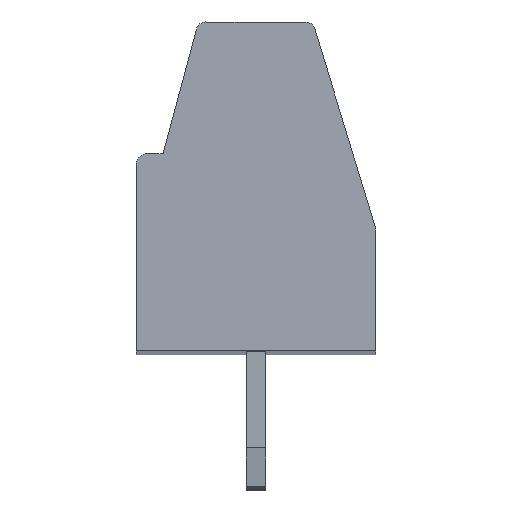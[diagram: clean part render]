
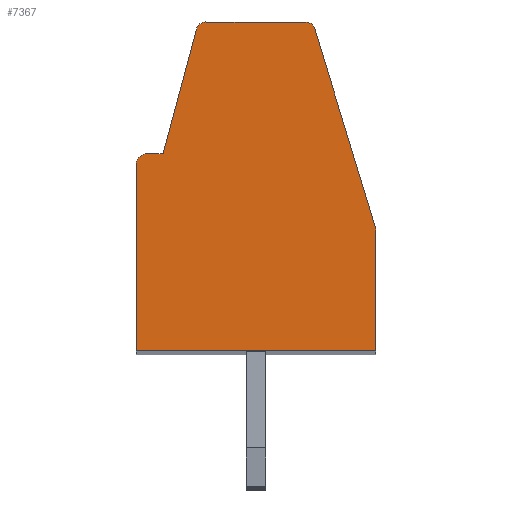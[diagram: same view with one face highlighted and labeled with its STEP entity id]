
A CAD part, top view. The second image highlights one B-rep face of the part: STEP entity #7367.
In plain terms, the highlighted planar face has unit normal (0, 0, 1).
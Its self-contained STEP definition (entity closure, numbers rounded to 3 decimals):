
#14=DIRECTION('',(0.,-1.,0.));
#15=VECTOR('',#14,3.075);
#16=CARTESIAN_POINT('',(3.1,3.075,52.3));
#17=LINE('',#16,#15);
#18=DIRECTION('',(0.,1.,0.));
#19=VECTOR('',#18,4.8);
#20=CARTESIAN_POINT('',(-3.1,0.,52.3));
#21=LINE('',#20,#19);
#22=CARTESIAN_POINT('',(-2.8,4.8,52.3));
#23=DIRECTION('',(0.,0.,-1.));
#24=DIRECTION('',(-1.,0.,0.));
#25=AXIS2_PLACEMENT_3D('',#22,#23,#24);
#27=DIRECTION('',(1.,0.,0.));
#28=VECTOR('',#27,0.4);
#29=CARTESIAN_POINT('',(-2.8,5.1,52.3));
#30=LINE('',#29,#28);
#31=DIRECTION('',(0.259,0.966,0.));
#32=VECTOR('',#31,3.328);
#33=CARTESIAN_POINT('',(-2.4,5.1,52.3));
#34=LINE('',#33,#32);
#35=CARTESIAN_POINT('',(-1.297,8.25,52.3));
#36=DIRECTION('',(0.,0.,-1.));
#37=DIRECTION('',(-0.966,0.259,0.));
#38=AXIS2_PLACEMENT_3D('',#35,#36,#37);
#40=CARTESIAN_POINT('',(1.279,8.25,52.3));
#41=DIRECTION('',(0.,0.,-1.));
#42=DIRECTION('',(-0.001,1.,0.));
#43=AXIS2_PLACEMENT_3D('',#40,#41,#42);
#45=DIRECTION('',(0.292,-0.956,0.));
#46=VECTOR('',#45,5.335);
#47=CARTESIAN_POINT('',(1.518,8.323,52.3));
#48=LINE('',#47,#46);
#49=CARTESIAN_POINT('',(2.6,3.075,52.3));
#50=DIRECTION('',(0.,0.,-1.));
#51=DIRECTION('',(0.956,0.292,0.));
#52=AXIS2_PLACEMENT_3D('',#49,#50,#51);
#80=DIRECTION('',(-1.,0.,0.));
#81=VECTOR('',#80,2.576);
#82=CARTESIAN_POINT('',(1.279,8.5,52.3));
#83=LINE('',#82,#81);
#734=DIRECTION('',(1.,0.,0.));
#735=VECTOR('',#734,6.2);
#736=CARTESIAN_POINT('',(-3.1,0.,52.3));
#737=LINE('',#736,#735);
#5614=CARTESIAN_POINT('',(3.1,3.075,52.3));
#5615=CARTESIAN_POINT('',(3.1,0.,52.3));
#5616=VERTEX_POINT('',#5614);
#5617=VERTEX_POINT('',#5615);
#5618=CARTESIAN_POINT('',(3.078,3.221,52.3));
#5619=VERTEX_POINT('',#5618);
#5620=CARTESIAN_POINT('',(1.518,8.323,52.3));
#5621=VERTEX_POINT('',#5620);
#5622=CARTESIAN_POINT('',(1.279,8.5,52.3));
#5623=VERTEX_POINT('',#5622);
#5624=CARTESIAN_POINT('',(-1.538,8.315,52.3));
#5625=CARTESIAN_POINT('',(-1.297,8.5,52.3));
#5626=VERTEX_POINT('',#5624);
#5627=VERTEX_POINT('',#5625);
#5628=CARTESIAN_POINT('',(-2.4,5.1,52.3));
#5629=VERTEX_POINT('',#5628);
#5630=CARTESIAN_POINT('',(-2.8,5.1,52.3));
#5631=VERTEX_POINT('',#5630);
#5632=CARTESIAN_POINT('',(-3.1,4.8,52.3));
#5633=VERTEX_POINT('',#5632);
#5634=CARTESIAN_POINT('',(-3.1,0.,52.3));
#5635=VERTEX_POINT('',#5634);
#7338=CARTESIAN_POINT('',(0.,0.,52.3));
#7339=DIRECTION('',(0.,0.,1.));
#7340=DIRECTION('',(1.,0.,0.));
#7341=AXIS2_PLACEMENT_3D('',#7338,#7339,#7340);
#7342=PLANE('',#7341);
#7344=ORIENTED_EDGE('',*,*,#7343,.T.);
#7346=ORIENTED_EDGE('',*,*,#7345,.F.);
#7348=ORIENTED_EDGE('',*,*,#7347,.T.);
#7350=ORIENTED_EDGE('',*,*,#7349,.T.);
#7352=ORIENTED_EDGE('',*,*,#7351,.T.);
#7354=ORIENTED_EDGE('',*,*,#7353,.T.);
#7356=ORIENTED_EDGE('',*,*,#7355,.T.);
#7358=ORIENTED_EDGE('',*,*,#7357,.F.);
#7360=ORIENTED_EDGE('',*,*,#7359,.T.);
#7362=ORIENTED_EDGE('',*,*,#7361,.T.);
#7364=ORIENTED_EDGE('',*,*,#7363,.T.);
#7365=EDGE_LOOP('',(#7344,#7346,#7348,#7350,#7352,#7354,#7356,#7358,#7360,#7362,
#7364));
#7366=FACE_OUTER_BOUND('',#7365,.F.);
#26=CIRCLE('',#25,0.3);
#39=CIRCLE('',#38,0.25);
#44=CIRCLE('',#43,0.25);
#53=CIRCLE('',#52,0.5);
#7343=EDGE_CURVE('',#5616,#5617,#17,.T.);
#7345=EDGE_CURVE('',#5635,#5617,#737,.T.);
#7347=EDGE_CURVE('',#5635,#5633,#21,.T.);
#7349=EDGE_CURVE('',#5633,#5631,#26,.T.);
#7351=EDGE_CURVE('',#5631,#5629,#30,.T.);
#7353=EDGE_CURVE('',#5629,#5626,#34,.T.);
#7355=EDGE_CURVE('',#5626,#5627,#39,.T.);
#7357=EDGE_CURVE('',#5623,#5627,#83,.T.);
#7359=EDGE_CURVE('',#5623,#5621,#44,.T.);
#7361=EDGE_CURVE('',#5621,#5619,#48,.T.);
#7363=EDGE_CURVE('',#5619,#5616,#53,.T.);
#7367=ADVANCED_FACE('',(#7366),#7342,.T.);
